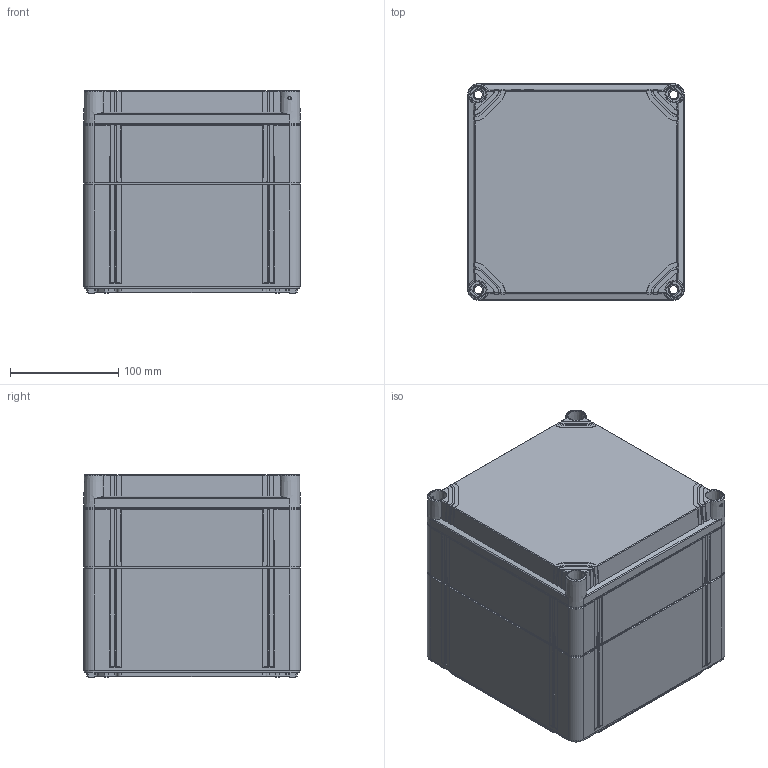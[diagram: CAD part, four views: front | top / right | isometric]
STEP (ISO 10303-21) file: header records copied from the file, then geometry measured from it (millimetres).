
FILE_DESCRIPTION((''),'2;1');
FILE_NAME('OPCP202018G_ASM','2008-12-19T',('pasi_koskela'),(''),'PRO/ENGINEER BY PARAMETRIC TECHNOLOGY CORPORATION, 2008250','PRO/ENGINEER BY PARAMETRIC TECHNOLOGY CORPORATION, 2008250','');
FILE_SCHEMA(('AUTOMOTIVE_DESIGN_CC2 { 1 2 10303 214 -1 1 5 2 }'));
Products named in the file (4): OPCP202010B; OPCG202003L; OPCP202006E; OPCP202018G_ASM
Assembly tree (3 placements, depth 2):
  OPCP202018G_ASM
    OPCP202010B
    OPCG202003L
    OPCP202006E
Bounding box: 200 x 200 x 187 mm (x, y, z)
Volume: 1111559.9 mm3; surface area: 608724.2 mm2
Topology: 3 solids, 3 shells, 3268 faces, 8663 edges, 5503 vertices
Faces by surface type: plane 1712, cone 688, cylinder 556, torus 254, bspline 56, sphere 2
Entity records: 135683 total; most frequent: CARTESIAN_POINT 28332, ORIENTED_EDGE 17322, DIRECTION 16605, PRESENTATION_STYLE_ASSIGNMENT 8664, STYLED_ITEM 8664, CURVE_STYLE 8661, EDGE_CURVE 8661, AXIS2_PLACEMENT_3D 5656
